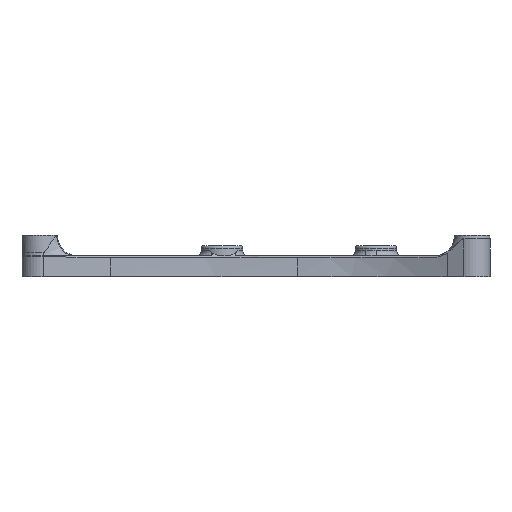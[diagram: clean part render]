
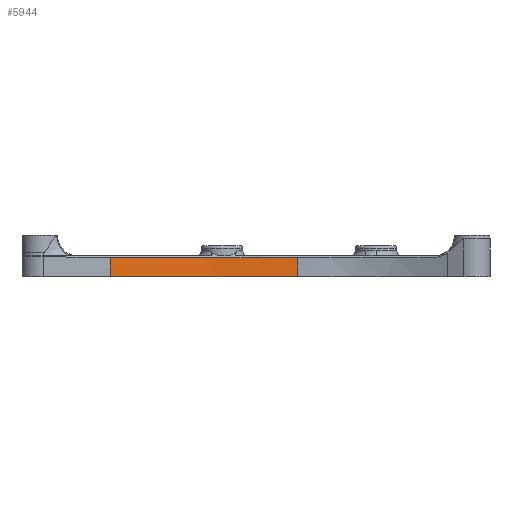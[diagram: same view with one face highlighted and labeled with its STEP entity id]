
A CAD part, front view. The second image highlights one B-rep face of the part: STEP entity #5944.
In plain terms, the highlighted free-form (B-spline) face has degree [3, 1] with [4, 2] control points.
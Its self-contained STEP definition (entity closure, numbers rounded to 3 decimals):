
#331 = B_SPLINE_CURVE_WITH_KNOTS ( 'NONE', 3,
 ( #8118, #6304, #9711, #3942 ),
 .UNSPECIFIED., .F., .F.,
 ( 4, 4 ),
 ( 0.261, 1. ),
 .UNSPECIFIED. ) ;
#543 = CARTESIAN_POINT ( 'NONE',  ( 9.443, -69.729, 3.7 ) ) ;
#1224 = CARTESIAN_POINT ( 'NONE',  ( 9.443, -69.729, 3.7 ) ) ;
#1273 = CARTESIAN_POINT ( 'NONE',  ( -27.054, -73.589, 3.7 ) ) ;
#1391 = CARTESIAN_POINT ( 'NONE',  ( -14.729, -71.492, 0. ) ) ;
#2182 = VECTOR ( 'NONE', #9672, 1000. ) ;
#2468 = EDGE_CURVE ( 'NONE', #6627, #9233, #7387, .T. ) ;
#2509 = CARTESIAN_POINT ( 'NONE',  ( -27.054, -73.589, 0. ) ) ;
#3637 = FACE_OUTER_BOUND ( 'NONE', #7082, .T. ) ;
#3942 = CARTESIAN_POINT ( 'NONE',  ( 9.443, -69.729, 0. ) ) ;
#3983 = CARTESIAN_POINT ( 'NONE',  ( 9.443, -69.729, 0. ) ) ;
#4946 = DIRECTION ( 'NONE',  ( 0., 0., 1. ) ) ;
#5453 = ORIENTED_EDGE ( 'NONE', *, *, #7176, .T. ) ;
#5468 = CARTESIAN_POINT ( 'NONE',  ( -27.054, -73.589, 0. ) ) ;
#5944 = ADVANCED_FACE ( 'NONE', ( #3637 ), #7213, .T. ) ;
#6107 = CARTESIAN_POINT ( 'NONE',  ( -14.729, -71.492, 3.7 ) ) ;
#6257 = CARTESIAN_POINT ( 'NONE',  ( 9.443, -69.729, 0. ) ) ;
#6289 = CARTESIAN_POINT ( 'NONE',  ( -27.054, -73.589, 3.7 ) ) ;
#6304 = CARTESIAN_POINT ( 'NONE',  ( -14.729, -71.492, 0. ) ) ;
#6519 = VERTEX_POINT ( 'NONE', #6257 ) ;
#6552 = CARTESIAN_POINT ( 'NONE',  ( -2.457, -69.729, 3.7 ) ) ;
#6627 = VERTEX_POINT ( 'NONE', #7328 ) ;
#6655 = VERTEX_POINT ( 'NONE', #8022 ) ;
#7034 = CARTESIAN_POINT ( 'NONE',  ( -14.729, -71.492, 3.7 ) ) ;
#7082 = EDGE_LOOP ( 'NONE', ( #7337, #10005, #9125, #5453 ) ) ;
#7176 = EDGE_CURVE ( 'NONE', #6627, #6519, #331, .T. ) ;
#7213 = B_SPLINE_SURFACE_WITH_KNOTS ( 'NONE', 3, 1, ( 
 ( #5468, #1273 ),
 ( #1391, #6107 ),
 ( #9358, #7869 ),
 ( #8569, #1224 ) ),
 .UNSPECIFIED., .F., .F., .F.,
 ( 4, 4 ),
 ( 2, 2 ),
 ( 0.261, 1. ),
 ( 0., 1. ),
 .UNSPECIFIED. ) ;
#7328 = CARTESIAN_POINT ( 'NONE',  ( -27.054, -73.589, 0. ) ) ;
#7337 = ORIENTED_EDGE ( 'NONE', *, *, #8880, .T. ) ;
#7387 = LINE ( 'NONE', #2509, #2182 ) ;
#7394 = EDGE_CURVE ( 'NONE', #6655, #9233, #8899, .T. ) ;
#7869 = CARTESIAN_POINT ( 'NONE',  ( -2.457, -69.729, 3.7 ) ) ;
#8022 = CARTESIAN_POINT ( 'NONE',  ( 9.443, -69.729, 3.7 ) ) ;
#8118 = CARTESIAN_POINT ( 'NONE',  ( -27.054, -73.589, 0. ) ) ;
#8569 = CARTESIAN_POINT ( 'NONE',  ( 9.443, -69.729, 0. ) ) ;
#8880 = EDGE_CURVE ( 'NONE', #6519, #6655, #9641, .T. ) ;
#8899 = B_SPLINE_CURVE_WITH_KNOTS ( 'NONE', 3,
 ( #543, #6552, #7034, #6289 ),
 .UNSPECIFIED., .F., .F.,
 ( 4, 4 ),
 ( 0., 1. ),
 .UNSPECIFIED. ) ;
#9105 = CARTESIAN_POINT ( 'NONE',  ( -27.054, -73.589, 3.7 ) ) ;
#9125 = ORIENTED_EDGE ( 'NONE', *, *, #2468, .F. ) ;
#9233 = VERTEX_POINT ( 'NONE', #9105 ) ;
#9358 = CARTESIAN_POINT ( 'NONE',  ( -2.457, -69.729, 0. ) ) ;
#9641 = LINE ( 'NONE', #3983, #10546 ) ;
#9672 = DIRECTION ( 'NONE',  ( 0., 0., 1. ) ) ;
#9711 = CARTESIAN_POINT ( 'NONE',  ( -2.457, -69.729, 0. ) ) ;
#10005 = ORIENTED_EDGE ( 'NONE', *, *, #7394, .T. ) ;
#10546 = VECTOR ( 'NONE', #4946, 1000. ) ;
